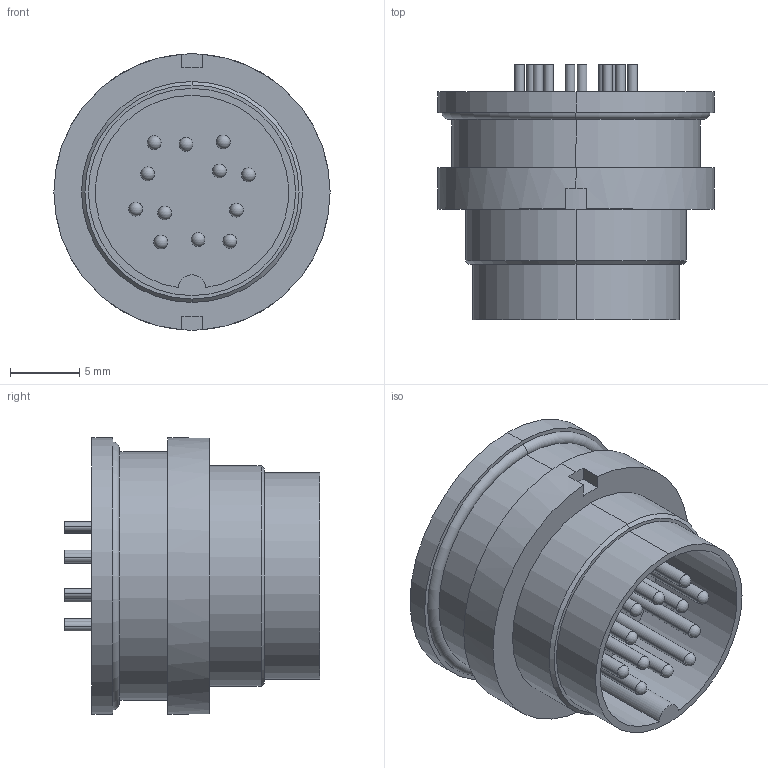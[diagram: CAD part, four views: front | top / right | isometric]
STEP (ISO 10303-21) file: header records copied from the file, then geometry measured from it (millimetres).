
FILE_DESCRIPTION((''),'2;1');
FILE_NAME('09-0131-80-12.stp','2005-04-22T09:50:47',('generator'),(''),'Autodesk Inventor 7','Autodesk Inventor 7','');
FILE_SCHEMA(('AUTOMOTIVE_DESIGN { 1 0 10303 214 1 1 1 1 }'));
Length unit declared in the file: millimetre
Products named in the file (1): 09-0131-80-12
Bounding box: 20 x 18.5 x 20 mm (x, y, z)
Volume: 1862.9 mm3; surface area: 2969 mm2
Topology: 1 solids, 1 shells, 149 faces, 353 edges, 226 vertices
Faces by surface type: cylinder 93, plane 40, sphere 12, torus 2, cone 2
Entity records: 4046 total; most frequent: DIRECTION 801, CARTESIAN_POINT 657, ORIENTED_EDGE 610, AXIS2_PLACEMENT_3D 346, EDGE_CURVE 305, VERTEX_POINT 202, CIRCLE 196, EDGE_LOOP 193
